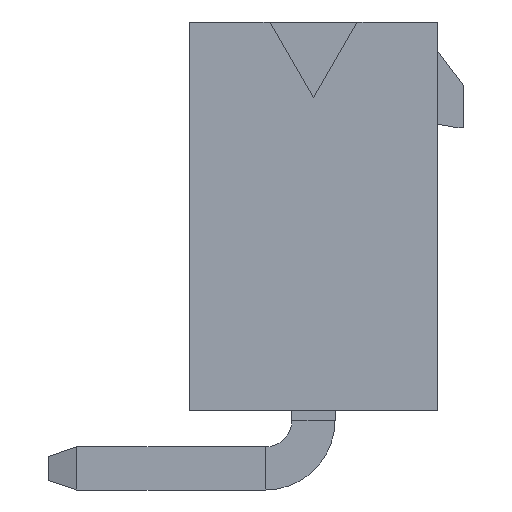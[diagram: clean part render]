
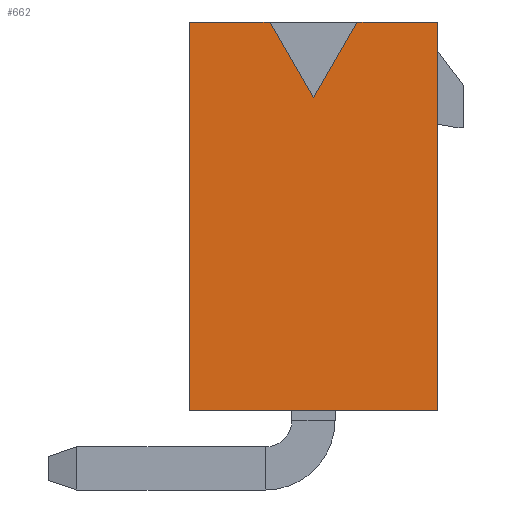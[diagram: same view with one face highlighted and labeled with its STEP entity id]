
A CAD part, left-side view. The second image highlights one B-rep face of the part: STEP entity #662.
In plain terms, the highlighted planar face has unit normal (-1, 0, 0).
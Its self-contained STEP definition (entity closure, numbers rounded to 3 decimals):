
#566=CARTESIAN_POINT('',(-22.895,3.29,-10.29));
#567=VERTEX_POINT('',#566);
#568=CARTESIAN_POINT('',(-22.895,3.29,0.));
#569=VERTEX_POINT('',#568);
#570=CARTESIAN_POINT('',(-22.895,3.29,-10.29));
#571=DIRECTION('',(0.,0.,1.));
#572=VECTOR('',#571,10.29);
#573=LINE('',#570,#572);
#574=EDGE_CURVE('',#567,#569,#573,.T.);
#608=CARTESIAN_POINT('',(-22.895,0.,-5.145));
#609=DIRECTION('',(0.,-1.,0.));
#610=DIRECTION('',(-1.,0.,0.));
#611=AXIS2_PLACEMENT_3D('',#608,#610,#609);
#612=PLANE('',#611);
#613=CARTESIAN_POINT('',(-22.895,-3.29,-10.29));
#614=VERTEX_POINT('',#613);
#615=CARTESIAN_POINT('',(-22.895,-3.29,0.));
#616=VERTEX_POINT('',#615);
#617=CARTESIAN_POINT('',(-22.895,-3.29,-10.29));
#618=DIRECTION('',(0.,0.,1.));
#619=VECTOR('',#618,10.29);
#620=LINE('',#617,#619);
#621=EDGE_CURVE('',#614,#616,#620,.T.);
#622=ORIENTED_EDGE('',*,*,#621,.T.);
#623=CARTESIAN_POINT('',(-22.895,-1.15,0.));
#624=VERTEX_POINT('',#623);
#625=CARTESIAN_POINT('',(-22.895,-1.15,0.));
#626=DIRECTION('',(0.,-1.,0.));
#627=VECTOR('',#626,2.14);
#628=LINE('',#625,#627);
#629=EDGE_CURVE('',#624,#616,#628,.T.);
#630=ORIENTED_EDGE('',*,*,#629,.F.);
#631=CARTESIAN_POINT('',(-22.895,0.,-2.));
#632=VERTEX_POINT('',#631);
#633=CARTESIAN_POINT('',(-22.895,-1.15,0.));
#634=DIRECTION('',(0.,0.498,-0.867));
#635=VECTOR('',#634,2.307);
#636=LINE('',#633,#635);
#637=EDGE_CURVE('',#624,#632,#636,.T.);
#638=ORIENTED_EDGE('',*,*,#637,.T.);
#639=CARTESIAN_POINT('',(-22.895,1.15,0.));
#640=VERTEX_POINT('',#639);
#641=CARTESIAN_POINT('',(-22.895,0.,-2.));
#642=DIRECTION('',(0.,0.498,0.867));
#643=VECTOR('',#642,2.307);
#644=LINE('',#641,#643);
#645=EDGE_CURVE('',#632,#640,#644,.T.);
#646=ORIENTED_EDGE('',*,*,#645,.T.);
#647=CARTESIAN_POINT('',(-22.895,3.29,0.));
#648=DIRECTION('',(0.,-1.,0.));
#649=VECTOR('',#648,2.14);
#650=LINE('',#647,#649);
#651=EDGE_CURVE('',#569,#640,#650,.T.);
#652=ORIENTED_EDGE('',*,*,#651,.F.);
#653=ORIENTED_EDGE('',*,*,#574,.F.);
#654=CARTESIAN_POINT('',(-22.895,3.29,-10.29));
#655=DIRECTION('',(0.,-1.,0.));
#656=VECTOR('',#655,6.58);
#657=LINE('',#654,#656);
#658=EDGE_CURVE('',#567,#614,#657,.T.);
#659=ORIENTED_EDGE('',*,*,#658,.T.);
#660=EDGE_LOOP('',(#622,#630,#638,#646,#652,#653,#659));
#661=FACE_OUTER_BOUND('',#660,.T.);
#662=ADVANCED_FACE('',(#661),#612,.T.);
